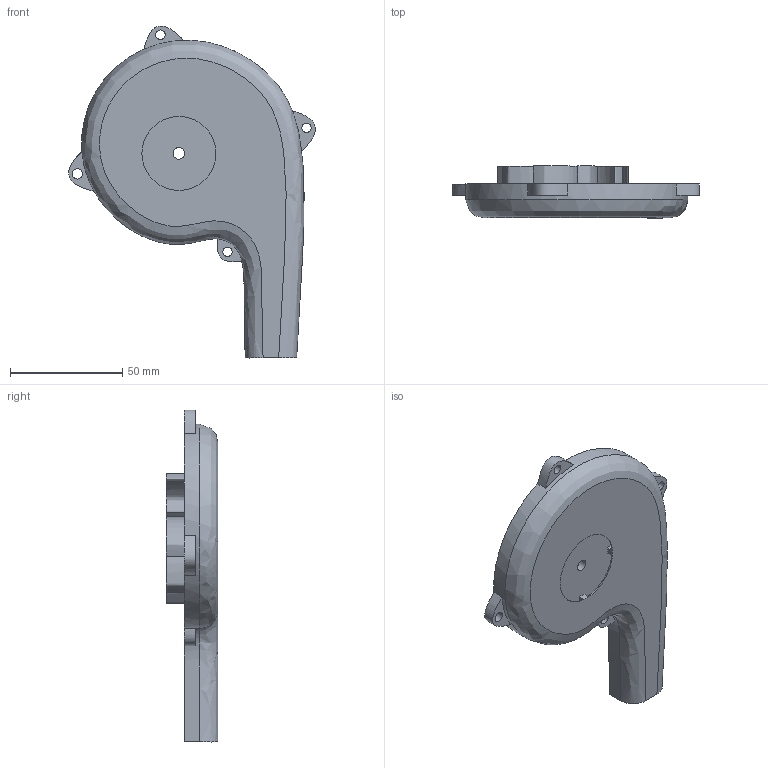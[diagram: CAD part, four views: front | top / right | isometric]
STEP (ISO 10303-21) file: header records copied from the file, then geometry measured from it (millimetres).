
FILE_DESCRIPTION(/* description */ (''),/* implementation_level */ '2;1');
FILE_NAME(/* name */ 'bottom.step',/* time_stamp */ '2020-03-24T18:43:26+01:00',/* author */ (''),/* organization */ (''),/* preprocessor_version */ 'ST-DEVELOPER v18',/* originating_system */ 'Autodesk Translation Framework v8.12.0.6',/* authorisation */ '');
FILE_SCHEMA (('AUTOMOTIVE_DESIGN { 1 0 10303 214 3 1 1 }'));
Length unit declared in the file: millimetre
Products named in the file (2): bottom; propeller
Assembly tree (1 placements, depth 2):
  bottom
    propeller
Bounding box: 109.94 x 23 x 148 mm (x, y, z)
Volume: 39147.2 mm3; surface area: 43096.2 mm2
Topology: 2 solids, 2 shells, 86 faces, 225 edges, 145 vertices
Faces by surface type: plane 30, bspline 27, cylinder 25, torus 4
Full cylindrical faces by diameter (mm): 4.2 x3, 4.602 x1, 5.2 x1, 14 x1, 59.532 x1
Entity records: 6938 total; most frequent: CARTESIAN_POINT 4958, ORIENTED_EDGE 450, DIRECTION 335, EDGE_CURVE 225, VERTEX_POINT 145, AXIS2_PLACEMENT_3D 123, EDGE_LOOP 100, LINE 89
